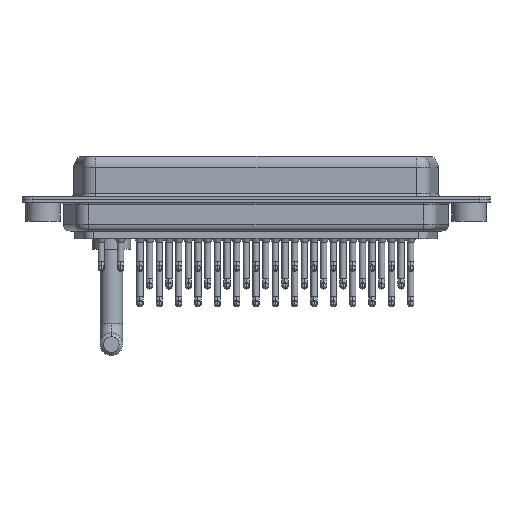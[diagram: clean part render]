
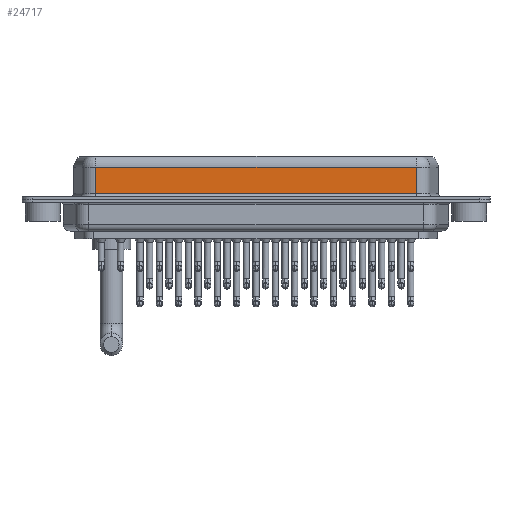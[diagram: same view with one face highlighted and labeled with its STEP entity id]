
A CAD part, front view. The second image highlights one B-rep face of the part: STEP entity #24717.
In plain terms, the highlighted planar face has unit normal (0, -1, 0).
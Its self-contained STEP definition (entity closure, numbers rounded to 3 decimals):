
#2154 = LINE ( 'NONE', #27941, #18216 ) ;
#4190 = VECTOR ( 'NONE', #10208, 1000. ) ;
#4389 = DIRECTION ( 'NONE',  ( -1., 0., 0. ) ) ;
#5294 = ORIENTED_EDGE ( 'NONE', *, *, #25103, .T. ) ;
#5714 = EDGE_CURVE ( 'NONE', #7853, #33103, #19157, .T. ) ;
#7209 = CARTESIAN_POINT ( 'NONE',  ( 7.59, -5.375, 4.65 ) ) ;
#7853 = VERTEX_POINT ( 'NONE', #26415 ) ;
#8039 = DIRECTION ( 'NONE',  ( 0., 1., 0. ) ) ;
#10208 = DIRECTION ( 'NONE',  ( 1., 0., 0. ) ) ;
#10415 = EDGE_CURVE ( 'NONE', #23748, #33103, #23270, .T. ) ;
#12590 = ORIENTED_EDGE ( 'NONE', *, *, #25214, .T. ) ;
#12667 = VERTEX_POINT ( 'NONE', #7209 ) ;
#14140 = CARTESIAN_POINT ( 'NONE',  ( 53.41, -5.375, 0.9 ) ) ;
#18216 = VECTOR ( 'NONE', #4389, 1000. ) ;
#18668 = PLANE ( 'NONE',  #29738 ) ;
#18838 = FACE_OUTER_BOUND ( 'NONE', #24042, .T. ) ;
#19157 = LINE ( 'NONE', #29666, #22079 ) ;
#21092 = DIRECTION ( 'NONE',  ( 0., 0., 1. ) ) ;
#22079 = VECTOR ( 'NONE', #26226, 1000. ) ;
#22093 = ORIENTED_EDGE ( 'NONE', *, *, #5714, .F. ) ;
#22433 = CARTESIAN_POINT ( 'NONE',  ( 7.59, -5.375, 0.9 ) ) ;
#22926 = CARTESIAN_POINT ( 'NONE',  ( 53.41, -5.375, 0.9 ) ) ;
#23270 = LINE ( 'NONE', #22926, #4190 ) ;
#23748 = VERTEX_POINT ( 'NONE', #22433 ) ;
#24004 = CARTESIAN_POINT ( 'NONE',  ( 53.41, -5.375, 6.4 ) ) ;
#24042 = EDGE_LOOP ( 'NONE', ( #22093, #5294, #12590, #32866 ) ) ;
#24717 = ADVANCED_FACE ( 'NONE', ( #18838 ), #18668, .F. ) ;
#25103 = EDGE_CURVE ( 'NONE', #7853, #12667, #2154, .T. ) ;
#25214 = EDGE_CURVE ( 'NONE', #12667, #23748, #27702, .T. ) ;
#26226 = DIRECTION ( 'NONE',  ( 0., 0., -1. ) ) ;
#26415 = CARTESIAN_POINT ( 'NONE',  ( 53.41, -5.375, 4.65 ) ) ;
#27531 = CARTESIAN_POINT ( 'NONE',  ( 7.59, -5.375, 6.4 ) ) ;
#27702 = LINE ( 'NONE', #27531, #28124 ) ;
#27941 = CARTESIAN_POINT ( 'NONE',  ( 53.41, -5.375, 4.65 ) ) ;
#28124 = VECTOR ( 'NONE', #29784, 1000. ) ;
#29666 = CARTESIAN_POINT ( 'NONE',  ( 53.41, -5.375, 6.4 ) ) ;
#29738 = AXIS2_PLACEMENT_3D ( 'NONE', #24004, #8039, #21092 ) ;
#29784 = DIRECTION ( 'NONE',  ( 0., 0., -1. ) ) ;
#32866 = ORIENTED_EDGE ( 'NONE', *, *, #10415, .T. ) ;
#33103 = VERTEX_POINT ( 'NONE', #14140 ) ;
